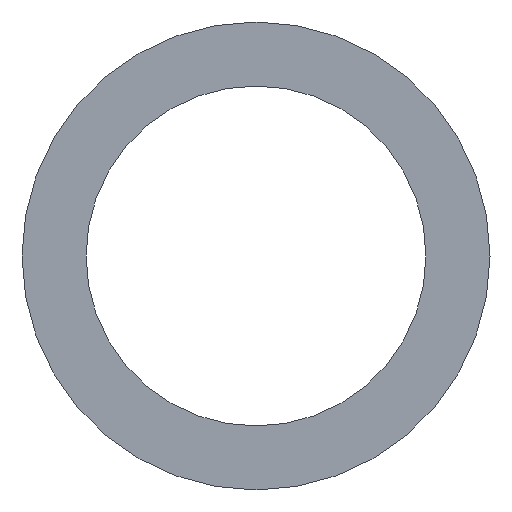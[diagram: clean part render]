
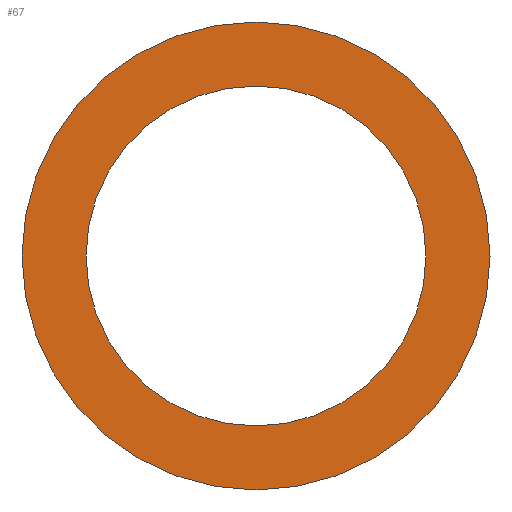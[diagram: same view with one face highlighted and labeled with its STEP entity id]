
A CAD part, left-side view. The second image highlights one B-rep face of the part: STEP entity #67.
In plain terms, the highlighted planar face has unit normal (-1, 0, 0).
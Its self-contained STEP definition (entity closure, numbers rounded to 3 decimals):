
#55 = VERTEX_POINT( '', #126 );
#63 = EDGE_CURVE( '', #69, #87, #135, .T. );
#67 = ADVANCED_FACE( '', ( #139, #140 ), #141, .F. );
#69 = VERTEX_POINT( '', #143 );
#79 = EDGE_CURVE( '', #87, #69, #157, .T. );
#87 = VERTEX_POINT( '', #165 );
#91 = EDGE_CURVE( '', #103, #55, #169, .T. );
#101 = EDGE_CURVE( '', #55, #103, #179, .T. );
#103 = VERTEX_POINT( '', #181 );
#126 = CARTESIAN_POINT( '', ( 0., 0., -90.8 ) );
#135 = CIRCLE( '', #204, 125. );
#139 = FACE_OUTER_BOUND( '', #208, .T. );
#140 = FACE_BOUND( '', #209, .T. );
#141 = PLANE( '', #210 );
#143 = CARTESIAN_POINT( '', ( 0., 0., -125. ) );
#157 = CIRCLE( '', #227, 125. );
#165 = CARTESIAN_POINT( '', ( 0., 0., 125. ) );
#169 = CIRCLE( '', #244, 90.8 );
#179 = CIRCLE( '', #262, 90.8 );
#181 = CARTESIAN_POINT( '', ( 0., 0., 90.8 ) );
#204 = AXIS2_PLACEMENT_3D( '', #286, #287, #288 );
#208 = EDGE_LOOP( '', ( #290, #291 ) );
#209 = EDGE_LOOP( '', ( #292, #293 ) );
#210 = AXIS2_PLACEMENT_3D( '', #294, #295, #296 );
#227 = AXIS2_PLACEMENT_3D( '', #321, #322, #323 );
#244 = AXIS2_PLACEMENT_3D( '', #331, #332, #333 );
#262 = AXIS2_PLACEMENT_3D( '', #340, #341, #342 );
#286 = CARTESIAN_POINT( '', ( 0., 0., 0. ) );
#287 = DIRECTION( '', ( 1., 0., 0. ) );
#288 = DIRECTION( '', ( 0., 0., -1. ) );
#290 = ORIENTED_EDGE( '', *, *, #63, .F. );
#291 = ORIENTED_EDGE( '', *, *, #79, .F. );
#292 = ORIENTED_EDGE( '', *, *, #101, .T. );
#293 = ORIENTED_EDGE( '', *, *, #91, .T. );
#294 = CARTESIAN_POINT( '', ( 0., 0., 0. ) );
#295 = DIRECTION( '', ( 1., 0., 0. ) );
#296 = DIRECTION( '', ( 0., 0., -1. ) );
#321 = CARTESIAN_POINT( '', ( 0., 0., 0. ) );
#322 = DIRECTION( '', ( 1., 0., 0. ) );
#323 = DIRECTION( '', ( 0., 0., -1. ) );
#331 = CARTESIAN_POINT( '', ( 0., 0., 0. ) );
#332 = DIRECTION( '', ( 1., 0., 0. ) );
#333 = DIRECTION( '', ( 0., 0., -1. ) );
#340 = CARTESIAN_POINT( '', ( 0., 0., 0. ) );
#341 = DIRECTION( '', ( 1., 0., 0. ) );
#342 = DIRECTION( '', ( 0., 0., -1. ) );
